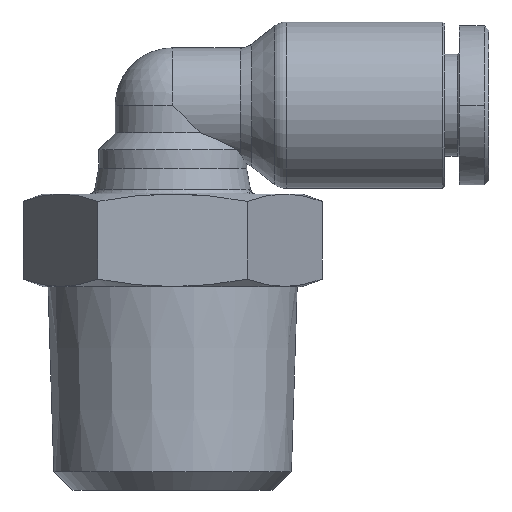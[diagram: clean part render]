
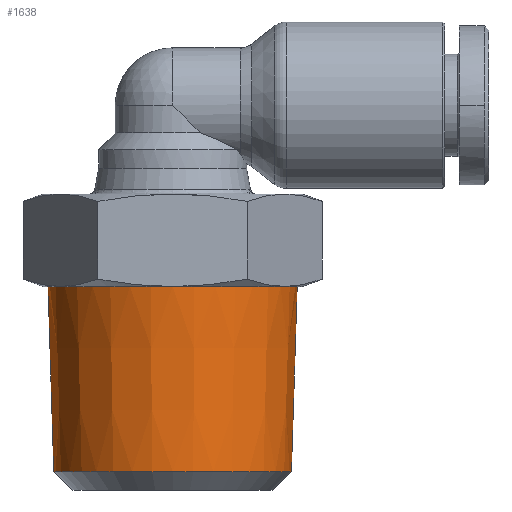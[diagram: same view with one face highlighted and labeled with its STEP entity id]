
A CAD part, front view. The second image highlights one B-rep face of the part: STEP entity #1638.
In plain terms, the highlighted conical face has half-angle 1.791 degrees and reference radius 6.562 mm.
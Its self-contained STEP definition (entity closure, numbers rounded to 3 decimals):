
#1597=CARTESIAN_POINT('',(-5.3,0.,-15.3));
#1598=DIRECTION('',(0.,0.,1.0));
#1599=DIRECTION('',(1.0,0.0,0.0));
#1600=AXIS2_PLACEMENT_3D('',#1597,#1598,#1599);
#1601=CONICAL_SURFACE('',#1600,6.562,1.791);
#1602=CARTESIAN_POINT('',(1.435,0.,-9.8));
#1603=VERTEX_POINT('',#1602);
#1604=CARTESIAN_POINT('',(1.122,0.,-19.8));
#1605=VERTEX_POINT('',#1604);
#1606=CARTESIAN_POINT('',(1.435,0.,-9.8));
#1607=DIRECTION('',(-0.031,0.,-1.));
#1608=VECTOR('',#1607,10.005);
#1609=LINE('',#1606,#1608);
#1610=EDGE_CURVE('',#1603,#1605,#1609,.T.);
#1611=ORIENTED_EDGE('',*,*,#1610,.F.);
#1612=CARTESIAN_POINT('',(-12.034,0.,-9.8));
#1613=VERTEX_POINT('',#1612);
#1614=CARTESIAN_POINT('',(-5.3,0.,-9.8));
#1615=DIRECTION('',(0.0,0.0,-1.0));
#1616=DIRECTION('',(1.0,0.0,0.0));
#1617=AXIS2_PLACEMENT_3D('',#1614,#1615,#1616);
#1618=CIRCLE('',#1617,6.734);
#1619=EDGE_CURVE('',#1603,#1613,#1618,.T.);
#1620=ORIENTED_EDGE('',*,*,#1619,.T.);
#1621=CARTESIAN_POINT('',(-11.722,0.,-19.8));
#1622=VERTEX_POINT('',#1621);
#1623=CARTESIAN_POINT('',(-11.722,0.,-19.8));
#1624=DIRECTION('',(-0.031,0.,1.));
#1625=VECTOR('',#1624,10.005);
#1626=LINE('',#1623,#1625);
#1627=EDGE_CURVE('',#1622,#1613,#1626,.T.);
#1628=ORIENTED_EDGE('',*,*,#1627,.F.);
#1629=CARTESIAN_POINT('',(-5.3,0.,-19.8));
#1630=DIRECTION('',(0.0,0.0,-1.0));
#1631=DIRECTION('',(-1.0,0.0,0.0));
#1632=AXIS2_PLACEMENT_3D('',#1629,#1630,#1631);
#1633=CIRCLE('',#1632,6.422);
#1634=EDGE_CURVE('',#1605,#1622,#1633,.T.);
#1635=ORIENTED_EDGE('',*,*,#1634,.F.);
#1636=EDGE_LOOP('',(#1611,#1620,#1628,#1635));
#1637=FACE_OUTER_BOUND('',#1636,.T.);
#1638=ADVANCED_FACE('',(#1637),#1601,.T.);
